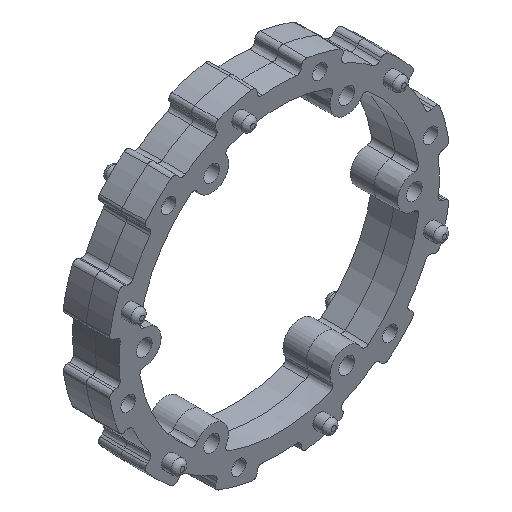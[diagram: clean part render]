
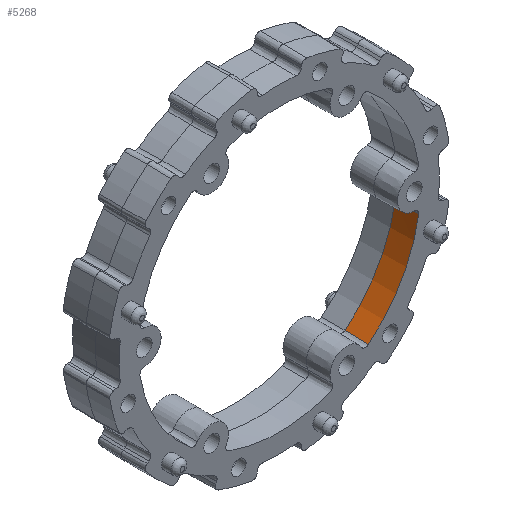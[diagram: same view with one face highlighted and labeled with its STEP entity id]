
A CAD part, isometric view. The second image highlights one B-rep face of the part: STEP entity #5268.
In plain terms, the highlighted conical face has half-angle 1 degrees and reference radius 38.354 mm.
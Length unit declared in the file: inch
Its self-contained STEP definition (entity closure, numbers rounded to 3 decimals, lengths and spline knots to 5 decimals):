
#175=CONICAL_SURFACE('',#5922,1.51,0.017);
#462=FACE_OUTER_BOUND('',#820,.T.);
#820=EDGE_LOOP('',(#4335,#4336,#4337,#4338,#4339,#4340));
#1224=B_SPLINE_CURVE_WITH_KNOTS('',3,(#10690,#10691,#10692,#10693),
 .UNSPECIFIED.,.F.,.F.,(4,4),(0.,0.00635),.UNSPECIFIED.);
#1225=B_SPLINE_CURVE_WITH_KNOTS('',3,(#10695,#10696,#10697,#10698),
 .UNSPECIFIED.,.F.,.F.,(4,4),(0.,0.00635),.UNSPECIFIED.);
#1526=LINE('',#10689,#1676);
#1527=LINE('',#10699,#1677);
#1676=VECTOR('',#7009,0.3937);
#1677=VECTOR('',#7010,0.3937);
#1951=CIRCLE('',#5855,1.51);
#1971=CIRCLE('',#5885,1.51436);
#2411=VERTEX_POINT('',#9270);
#2412=VERTEX_POINT('',#9272);
#2503=VERTEX_POINT('',#10009);
#2504=VERTEX_POINT('',#10011);
#2540=VERTEX_POINT('',#10688);
#2541=VERTEX_POINT('',#10694);
#3027=EDGE_CURVE('',#2411,#2412,#1951,.T.);
#3135=EDGE_CURVE('',#2503,#2504,#1971,.T.);
#3225=EDGE_CURVE('',#2411,#2540,#1526,.T.);
#3226=EDGE_CURVE('',#2540,#2504,#1224,.T.);
#3227=EDGE_CURVE('',#2503,#2541,#1225,.T.);
#3228=EDGE_CURVE('',#2541,#2412,#1527,.T.);
#4335=ORIENTED_EDGE('',*,*,#3027,.F.);
#4336=ORIENTED_EDGE('',*,*,#3225,.T.);
#4337=ORIENTED_EDGE('',*,*,#3226,.T.);
#4338=ORIENTED_EDGE('',*,*,#3135,.F.);
#4339=ORIENTED_EDGE('',*,*,#3227,.T.);
#4340=ORIENTED_EDGE('',*,*,#3228,.T.);
#5268=ADVANCED_FACE('',(#462),#175,.F.);
#5855=AXIS2_PLACEMENT_3D('',#9273,#6837,#6838);
#5885=AXIS2_PLACEMENT_3D('',#10012,#6930,#6931);
#5922=AXIS2_PLACEMENT_3D('',#10687,#7007,#7008);
#6837=DIRECTION('center_axis',(1.,0.,0.));
#6838=DIRECTION('ref_axis',(0.,0.,-1.));
#6930=DIRECTION('center_axis',(-1.,0.,0.));
#6931=DIRECTION('ref_axis',(0.,0.,1.));
#7007=DIRECTION('center_axis',(1.,0.,0.));
#7008=DIRECTION('ref_axis',(0.,0.,-1.));
#7009=DIRECTION('',(0.,-0.912,-0.411));
#7010=DIRECTION('',(0.,-0.411,-0.912));
#9270=CARTESIAN_POINT('',(0.,0.62013,-1.37678));
#9272=CARTESIAN_POINT('',(0.,1.37678,-0.62013));
#9273=CARTESIAN_POINT('Origin',(0.,0.,0.));
#10009=CARTESIAN_POINT('',(0.25,1.38289,-0.61718));
#10011=CARTESIAN_POINT('',(0.25,0.61718,-1.38289));
#10012=CARTESIAN_POINT('Origin',(0.25,0.,0.));
#10687=CARTESIAN_POINT('Origin',(0.,0.,0.));
#10688=CARTESIAN_POINT('',(0.,0.62013,-1.37679));
#10689=CARTESIAN_POINT('',(0.,0.62013,-1.37678));
#10690=CARTESIAN_POINT('Ctrl Pts',(0.,0.62013,-1.37679));
#10691=CARTESIAN_POINT('Ctrl Pts',(0.08333,0.61916,
-1.37882));
#10692=CARTESIAN_POINT('Ctrl Pts',(0.16667,0.61818,
-1.38085));
#10693=CARTESIAN_POINT('Ctrl Pts',(0.25,0.61718,-1.38289));
#10694=CARTESIAN_POINT('',(0.,1.37679,-0.62013));
#10695=CARTESIAN_POINT('Ctrl Pts',(0.25,1.38289,-0.61718));
#10696=CARTESIAN_POINT('Ctrl Pts',(0.16667,1.38085,-0.61818));
#10697=CARTESIAN_POINT('Ctrl Pts',(0.08333,1.37882,
-0.61916));
#10698=CARTESIAN_POINT('Ctrl Pts',(0.,1.37679,-0.62013));
#10699=CARTESIAN_POINT('',(0.,1.37679,-0.62013));
